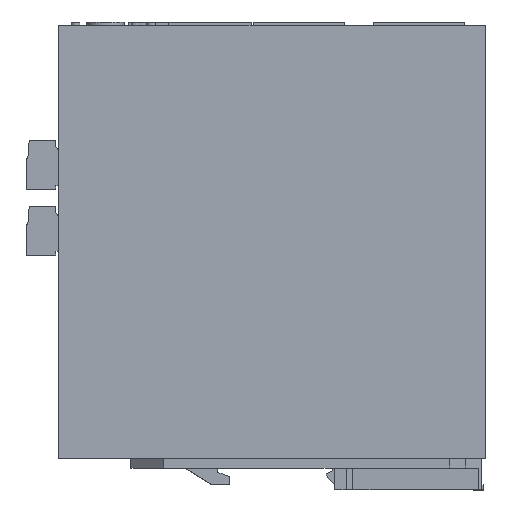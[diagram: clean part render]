
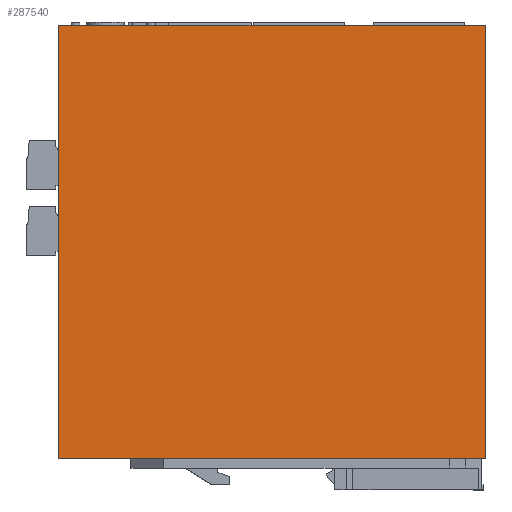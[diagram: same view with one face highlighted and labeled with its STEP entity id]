
A CAD part, top view. The second image highlights one B-rep face of the part: STEP entity #287540.
In plain terms, the highlighted face is planar.
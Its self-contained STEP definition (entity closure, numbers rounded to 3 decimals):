
#53620=CARTESIAN_POINT('',(-97.459,-130.,
0.));
#53630=VERTEX_POINT('',#53620);
#53780=CARTESIAN_POINT('',(-97.459,-130.,-132.));
#53790=VERTEX_POINT('',#53780);
#53820=CARTESIAN_POINT('',(-97.459,-130.,
-1.));
#53830=DIRECTION('',(0.,0.,1.));
#53840=VECTOR('',#53830,1.);
#53850=LINE('',#53820,#53840);
#53860=EDGE_CURVE('',#53790,#53630,#53850,.T.);
#97640=CARTESIAN_POINT('',(-97.459,0.,
-67.));
#97650=DIRECTION('',(0.,0.,-1.));
#97660=VECTOR('',#97650,1.);
#97670=LINE('',#97640,#97660);
#97680=CARTESIAN_POINT('',(-97.459,0.,
0.));
#97690=VERTEX_POINT('',#97680);
#97700=CARTESIAN_POINT('',(-97.459,0.,-132.)
);
#97710=VERTEX_POINT('',#97700);
#97720=EDGE_CURVE('',#97690,#97710,#97670,.T.);
#287330=CARTESIAN_POINT('',(-97.459,-130.,-132.));
#287340=DIRECTION('',(1.,0.,0.));
#287350=DIRECTION('',(0.,0.,-1.));
#287360=AXIS2_PLACEMENT_3D('',#287330,#287340,#287350);
#287370=PLANE('',#287360);
#287380=ORIENTED_EDGE('',*,*,#53860,.T.);
#287390=CARTESIAN_POINT('',(-97.459,-65.,-132.));
#287400=DIRECTION('',(0.,1.,0.));
#287410=VECTOR('',#287400,1.);
#287420=LINE('',#287390,#287410);
#287430=EDGE_CURVE('',#53790,#97710,#287420,.T.);
#287440=ORIENTED_EDGE('',*,*,#287430,.F.);
#287450=ORIENTED_EDGE('',*,*,#97720,.T.);
#287460=CARTESIAN_POINT('',(-97.459,-65.,
0.));
#287470=DIRECTION('',(0.,1.,0.));
#287480=VECTOR('',#287470,1.);
#287490=LINE('',#287460,#287480);
#287500=EDGE_CURVE('',#53630,#97690,#287490,.T.);
#287510=ORIENTED_EDGE('',*,*,#287500,.T.);
#287520=EDGE_LOOP('',(#287510,#287450,#287440,#287380));
#287530=FACE_OUTER_BOUND('',#287520,.T.);
#287540=ADVANCED_FACE('',(#287530),#287370,.F.);
